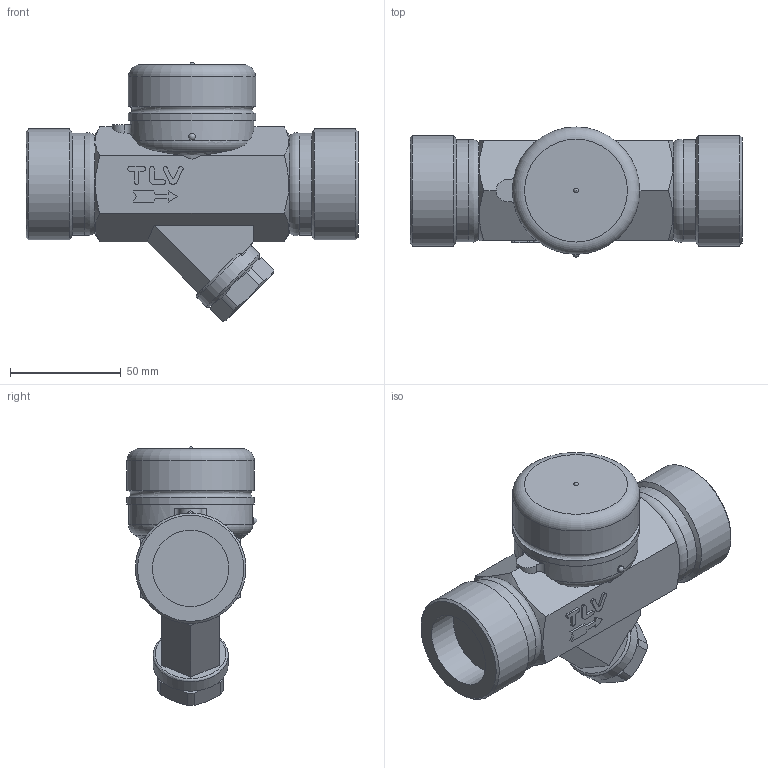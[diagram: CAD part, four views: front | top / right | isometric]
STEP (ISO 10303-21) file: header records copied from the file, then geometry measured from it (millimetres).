
FILE_DESCRIPTION((''),'2;1');
FILE_NAME('a50s0-025-sw000-00.stp','2010-06-29T15:29:45',('nakaot'),(''),'Autodesk Inventor 2008','Autodesk Inventor 2008','');
FILE_SCHEMA(('AUTOMOTIVE_DESIGN { 1 0 10303 214 1 1 1 1 }'));
Length unit declared in the file: millimetre
Products named in the file (1): a50s0-025-sw000-00
Bounding box: 150 x 58.74 x 117.04 mm (x, y, z)
Volume: 359533.3 mm3; surface area: 44228.7 mm2
Topology: 2 solids, 2 shells, 116 faces, 297 edges, 191 vertices
Faces by surface type: plane 61, cylinder 29, bspline 12, cone 7, torus 5, sphere 2
Full cylindrical faces by diameter (mm): 3 x1, 34 x1, 34.5 x1, 40 x1, 46 x1, 50 x1, 56 x1, 57.5 x2
Entity records: 3781 total; most frequent: CARTESIAN_POINT 1171, ORIENTED_EDGE 524, DIRECTION 519, EDGE_CURVE 262, AXIS2_PLACEMENT_3D 192, VERTEX_POINT 184, EDGE_LOOP 152, VECTOR 135
